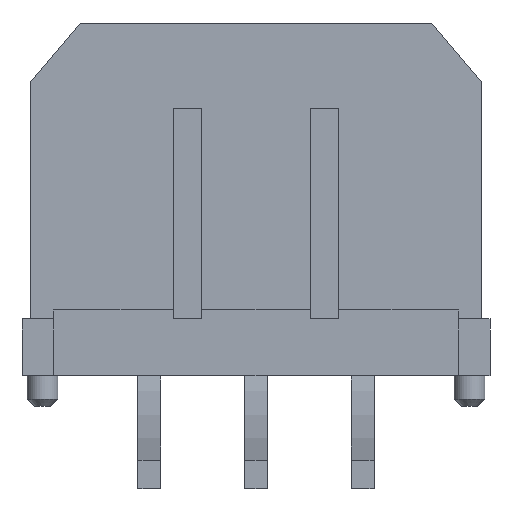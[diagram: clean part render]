
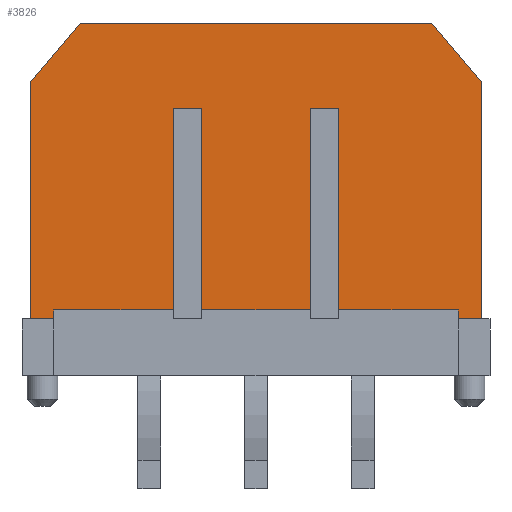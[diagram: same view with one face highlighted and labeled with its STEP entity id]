
A CAD part, front view. The second image highlights one B-rep face of the part: STEP entity #3826.
In plain terms, the highlighted planar face has unit normal (0, -1, 0).
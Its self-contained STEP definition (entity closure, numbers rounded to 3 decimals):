
#897=DIRECTION('',(0.,0.,1.));
#898=VECTOR('',#897,5.66);
#899=CARTESIAN_POINT('',(2.325,-3.43,-3.105));
#900=LINE('',#899,#898);
#901=DIRECTION('',(-1.,0.,0.));
#902=VECTOR('',#901,0.8);
#903=CARTESIAN_POINT('',(2.325,-3.43,2.555));
#904=LINE('',#903,#902);
#905=DIRECTION('',(0.,0.,1.));
#906=VECTOR('',#905,5.66);
#907=CARTESIAN_POINT('',(1.525,-3.43,-3.105));
#908=LINE('',#907,#906);
#909=DIRECTION('',(-1.,0.,0.));
#910=VECTOR('',#909,3.05);
#911=CARTESIAN_POINT('',(1.525,-3.43,-3.105));
#912=LINE('',#911,#910);
#913=DIRECTION('',(0.,0.,1.));
#914=VECTOR('',#913,5.66);
#915=CARTESIAN_POINT('',(-1.525,-3.43,-3.105));
#916=LINE('',#915,#914);
#917=DIRECTION('',(-1.,0.,0.));
#918=VECTOR('',#917,0.8);
#919=CARTESIAN_POINT('',(-1.525,-3.43,2.555));
#920=LINE('',#919,#918);
#921=DIRECTION('',(0.,0.,1.));
#922=VECTOR('',#921,5.66);
#923=CARTESIAN_POINT('',(-2.325,-3.43,-3.105));
#924=LINE('',#923,#922);
#925=DIRECTION('',(-1.,0.,0.));
#926=VECTOR('',#925,3.36);
#927=CARTESIAN_POINT('',(-2.325,-3.43,-3.105));
#928=LINE('',#927,#926);
#929=DIRECTION('',(0.,0.,1.));
#930=VECTOR('',#929,0.25);
#931=CARTESIAN_POINT('',(-5.685,-3.43,-3.355));
#932=LINE('',#931,#930);
#933=DIRECTION('',(1.,0.,0.));
#934=VECTOR('',#933,0.64);
#935=CARTESIAN_POINT('',(-6.325,-3.43,-3.355));
#936=LINE('',#935,#934);
#937=DIRECTION('',(0.,0.,1.));
#938=VECTOR('',#937,6.66);
#939=CARTESIAN_POINT('',(-6.325,-3.43,-3.355));
#940=LINE('',#939,#938);
#941=DIRECTION('',(0.643,0.,0.766));
#942=VECTOR('',#941,2.154);
#943=CARTESIAN_POINT('',(-6.325,-3.43,3.305));
#944=LINE('',#943,#942);
#945=DIRECTION('',(0.643,0.,-0.766));
#946=VECTOR('',#945,2.154);
#947=CARTESIAN_POINT('',(4.94,-3.43,4.955));
#948=LINE('',#947,#946);
#949=DIRECTION('',(-1.,0.,0.));
#950=VECTOR('',#949,0.64);
#951=CARTESIAN_POINT('',(6.325,-3.43,-3.355));
#952=LINE('',#951,#950);
#953=DIRECTION('',(0.,0.,1.));
#954=VECTOR('',#953,0.25);
#955=CARTESIAN_POINT('',(5.685,-3.43,-3.355));
#956=LINE('',#955,#954);
#957=DIRECTION('',(-1.,0.,0.));
#958=VECTOR('',#957,3.36);
#959=CARTESIAN_POINT('',(5.685,-3.43,-3.105));
#960=LINE('',#959,#958);
#1141=DIRECTION('',(1.,0.,0.));
#1142=VECTOR('',#1141,9.881);
#1143=CARTESIAN_POINT('',(-4.94,-3.43,4.955));
#1144=LINE('',#1143,#1142);
#1413=DIRECTION('',(0.,0.,1.));
#1414=VECTOR('',#1413,6.66);
#1415=CARTESIAN_POINT('',(6.325,-3.43,-3.355));
#1416=LINE('',#1415,#1414);
#1991=CARTESIAN_POINT('',(4.94,-3.43,4.955));
#1993=VERTEX_POINT('',#1991);
#1999=CARTESIAN_POINT('',(-4.94,-3.43,4.955));
#2001=VERTEX_POINT('',#1999);
#2012=CARTESIAN_POINT('',(-6.325,-3.43,3.305));
#2014=VERTEX_POINT('',#2012);
#2015=CARTESIAN_POINT('',(6.325,-3.43,3.305));
#2016=VERTEX_POINT('',#2015);
#2051=CARTESIAN_POINT('',(-6.325,-3.43,-3.355));
#2052=CARTESIAN_POINT('',(-5.685,-3.43,-3.355));
#2053=VERTEX_POINT('',#2051);
#2054=VERTEX_POINT('',#2052);
#2055=CARTESIAN_POINT('',(6.325,-3.43,-3.355));
#2056=CARTESIAN_POINT('',(5.685,-3.43,-3.355));
#2057=VERTEX_POINT('',#2055);
#2058=VERTEX_POINT('',#2056);
#2063=CARTESIAN_POINT('',(-5.685,-3.43,-3.105));
#2064=VERTEX_POINT('',#2063);
#2065=CARTESIAN_POINT('',(5.685,-3.43,-3.105));
#2066=VERTEX_POINT('',#2065);
#2387=CARTESIAN_POINT('',(2.325,-3.43,-3.105));
#2388=CARTESIAN_POINT('',(2.325,-3.43,2.555));
#2389=VERTEX_POINT('',#2387);
#2390=VERTEX_POINT('',#2388);
#2391=CARTESIAN_POINT('',(1.525,-3.43,2.555));
#2392=VERTEX_POINT('',#2391);
#2393=CARTESIAN_POINT('',(1.525,-3.43,-3.105));
#2394=VERTEX_POINT('',#2393);
#2395=CARTESIAN_POINT('',(-1.525,-3.43,-3.105));
#2396=CARTESIAN_POINT('',(-1.525,-3.43,2.555));
#2397=VERTEX_POINT('',#2395);
#2398=VERTEX_POINT('',#2396);
#2399=CARTESIAN_POINT('',(-2.325,-3.43,2.555));
#2400=VERTEX_POINT('',#2399);
#2401=CARTESIAN_POINT('',(-2.325,-3.43,-3.105));
#2402=VERTEX_POINT('',#2401);
#3784=CARTESIAN_POINT('',(-6.325,-3.43,-4.955));
#3785=DIRECTION('',(0.,-1.,0.));
#3786=DIRECTION('',(1.,0.,0.));
#3787=AXIS2_PLACEMENT_3D('',#3784,#3785,#3786);
#3788=PLANE('',#3787);
#3790=ORIENTED_EDGE('',*,*,#3789,.T.);
#3792=ORIENTED_EDGE('',*,*,#3791,.T.);
#3794=ORIENTED_EDGE('',*,*,#3793,.F.);
#3796=ORIENTED_EDGE('',*,*,#3795,.T.);
#3798=ORIENTED_EDGE('',*,*,#3797,.T.);
#3800=ORIENTED_EDGE('',*,*,#3799,.T.);
#3802=ORIENTED_EDGE('',*,*,#3801,.F.);
#3804=ORIENTED_EDGE('',*,*,#3803,.T.);
#3806=ORIENTED_EDGE('',*,*,#3805,.F.);
#3808=ORIENTED_EDGE('',*,*,#3807,.F.);
#3810=ORIENTED_EDGE('',*,*,#3809,.T.);
#3812=ORIENTED_EDGE('',*,*,#3811,.T.);
#3814=ORIENTED_EDGE('',*,*,#3813,.T.);
#3816=ORIENTED_EDGE('',*,*,#3815,.T.);
#3818=ORIENTED_EDGE('',*,*,#3817,.F.);
#3819=ORIENTED_EDGE('',*,*,#3772,.T.);
#3821=ORIENTED_EDGE('',*,*,#3820,.T.);
#3823=ORIENTED_EDGE('',*,*,#3822,.T.);
#3824=EDGE_LOOP('',(#3790,#3792,#3794,#3796,#3798,#3800,#3802,#3804,#3806,#3808,
#3810,#3812,#3814,#3816,#3818,#3819,#3821,#3823));
#3825=FACE_OUTER_BOUND('',#3824,.F.);
#3826=ADVANCED_FACE('',(#3825),#3788,.T.);
#3772=EDGE_CURVE('',#2057,#2058,#952,.T.);
#3789=EDGE_CURVE('',#2389,#2390,#900,.T.);
#3791=EDGE_CURVE('',#2390,#2392,#904,.T.);
#3793=EDGE_CURVE('',#2394,#2392,#908,.T.);
#3795=EDGE_CURVE('',#2394,#2397,#912,.T.);
#3797=EDGE_CURVE('',#2397,#2398,#916,.T.);
#3799=EDGE_CURVE('',#2398,#2400,#920,.T.);
#3801=EDGE_CURVE('',#2402,#2400,#924,.T.);
#3803=EDGE_CURVE('',#2402,#2064,#928,.T.);
#3805=EDGE_CURVE('',#2054,#2064,#932,.T.);
#3807=EDGE_CURVE('',#2053,#2054,#936,.T.);
#3809=EDGE_CURVE('',#2053,#2014,#940,.T.);
#3811=EDGE_CURVE('',#2014,#2001,#944,.T.);
#3813=EDGE_CURVE('',#2001,#1993,#1144,.T.);
#3815=EDGE_CURVE('',#1993,#2016,#948,.T.);
#3817=EDGE_CURVE('',#2057,#2016,#1416,.T.);
#3820=EDGE_CURVE('',#2058,#2066,#956,.T.);
#3822=EDGE_CURVE('',#2066,#2389,#960,.T.);
